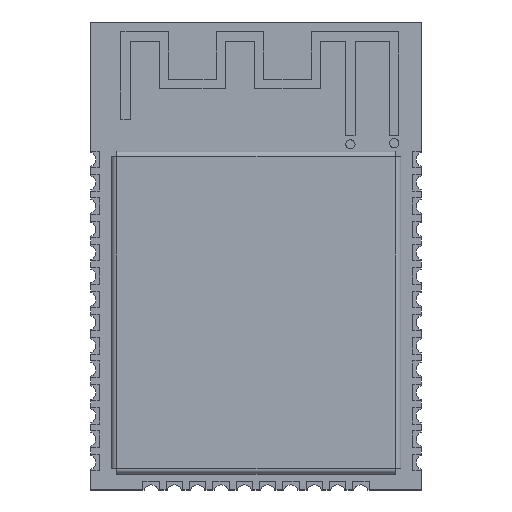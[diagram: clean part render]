
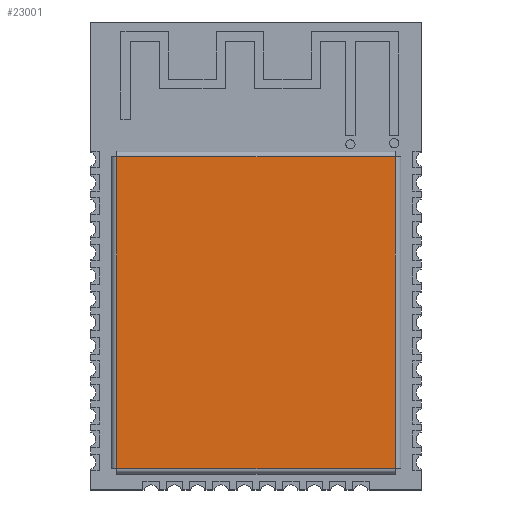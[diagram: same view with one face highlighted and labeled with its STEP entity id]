
A CAD part, top view. The second image highlights one B-rep face of the part: STEP entity #23001.
In plain terms, the highlighted planar face has unit normal (0, 0, 1).
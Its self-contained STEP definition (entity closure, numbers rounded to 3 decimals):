
#383 = VECTOR ( 'NONE', #14798, 1000. ) ;
#2548 = DIRECTION ( 'NONE',  ( 0., 1., 0. ) ) ;
#3110 = CARTESIAN_POINT ( 'NONE',  ( 3.95, 5.405, 3.25 ) ) ;
#4786 = EDGE_CURVE ( 'NONE', #20343, #12583, #17113, .T. ) ;
#5651 = DIRECTION ( 'NONE',  ( 0., 0., 1. ) ) ;
#6572 = EDGE_CURVE ( 'NONE', #17437, #36770, #12377, .T. ) ;
#8363 = VECTOR ( 'NONE', #31530, 1000. ) ;
#8668 = ORIENTED_EDGE ( 'NONE', *, *, #37561, .F. ) ;
#10427 = EDGE_CURVE ( 'NONE', #12583, #17437, #29309, .T. ) ;
#10626 = CARTESIAN_POINT ( 'NONE',  ( 7.6, 5.405, 3.25 ) ) ;
#11234 = CARTESIAN_POINT ( 'NONE',  ( 7.6, -11.595, 3.25 ) ) ;
#12036 = VECTOR ( 'NONE', #2548, 1000. ) ;
#12377 = LINE ( 'NONE', #26737, #19515 ) ;
#12583 = VERTEX_POINT ( 'NONE', #25294 ) ;
#13047 = PLANE ( 'NONE',  #23088 ) ;
#13719 = DIRECTION ( 'NONE',  ( 1., 0., 0. ) ) ;
#14798 = DIRECTION ( 'NONE',  ( 1., 0., 0. ) ) ;
#15303 = DIRECTION ( 'NONE',  ( 0., -1., 0. ) ) ;
#15377 = ORIENTED_EDGE ( 'NONE', *, *, #4786, .F. ) ;
#16382 = ORIENTED_EDGE ( 'NONE', *, *, #6572, .F. ) ;
#17113 = LINE ( 'NONE', #28741, #12036 ) ;
#17437 = VERTEX_POINT ( 'NONE', #10626 ) ;
#19515 = VECTOR ( 'NONE', #15303, 1000. ) ;
#20343 = VERTEX_POINT ( 'NONE', #36344 ) ;
#22129 = EDGE_LOOP ( 'NONE', ( #8668, #16382, #32330, #15377 ) ) ;
#23001 = ADVANCED_FACE ( 'NONE', ( #24534 ), #13047, .T. ) ;
#23088 = AXIS2_PLACEMENT_3D ( 'NONE', #36195, #5651, #13719 ) ;
#24534 = FACE_OUTER_BOUND ( 'NONE', #22129, .T. ) ;
#25294 = CARTESIAN_POINT ( 'NONE',  ( -7.6, 5.405, 3.25 ) ) ;
#26737 = CARTESIAN_POINT ( 'NONE',  ( 7.6, -7.495, 3.25 ) ) ;
#28741 = CARTESIAN_POINT ( 'NONE',  ( -7.6, 1.305, 3.25 ) ) ;
#29006 = CARTESIAN_POINT ( 'NONE',  ( -3.95, -11.595, 3.25 ) ) ;
#29309 = LINE ( 'NONE', #3110, #383 ) ;
#31530 = DIRECTION ( 'NONE',  ( -1., 0., 0. ) ) ;
#32330 = ORIENTED_EDGE ( 'NONE', *, *, #10427, .F. ) ;
#34405 = LINE ( 'NONE', #29006, #8363 ) ;
#36195 = CARTESIAN_POINT ( 'NONE',  ( 0., -3.095, 3.25 ) ) ;
#36344 = CARTESIAN_POINT ( 'NONE',  ( -7.6, -11.595, 3.25 ) ) ;
#36770 = VERTEX_POINT ( 'NONE', #11234 ) ;
#37561 = EDGE_CURVE ( 'NONE', #36770, #20343, #34405, .T. ) ;
